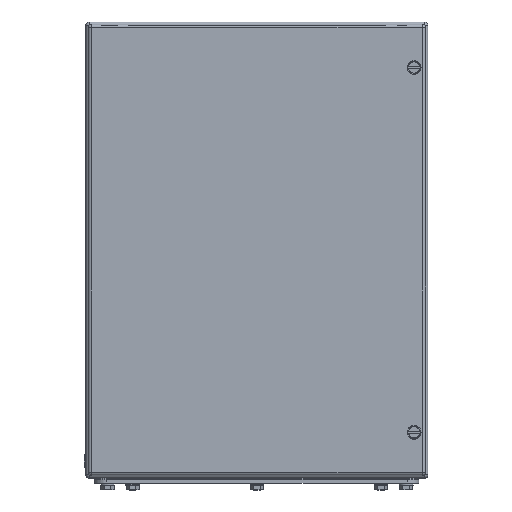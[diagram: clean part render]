
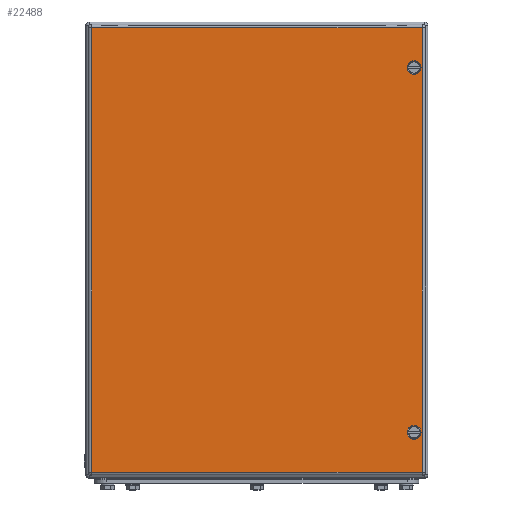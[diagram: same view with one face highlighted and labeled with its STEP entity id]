
A CAD part, top view. The second image highlights one B-rep face of the part: STEP entity #22488.
In plain terms, the highlighted planar face has unit normal (0, 0, 1).
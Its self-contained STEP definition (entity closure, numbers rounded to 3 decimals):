
#22430=AXIS2_PLACEMENT_3D('Plane Axis2P3D',#22427,#22428,#22429) ;
#22472=AXIS2_PLACEMENT_3D('Circle Axis2P3D',#22470,#22471,$) ;
#22481=AXIS2_PLACEMENT_3D('Circle Axis2P3D',#22479,#22480,$) ;
#22243=CARTESIAN_POINT('Vertex',(284.5,50.,200.)) ;
#22247=CARTESIAN_POINT('Control Point',(284.5,50.,200.)) ;
#22248=CARTESIAN_POINT('Control Point',(284.5,49.45,200.)) ;
#22249=CARTESIAN_POINT('Control Point',(284.608,48.9,200.)) ;
#22250=CARTESIAN_POINT('Control Point',(284.824,48.379,200.)) ;
#22251=CARTESIAN_POINT('Control Point',(285.449,47.449,200.)) ;
#22252=CARTESIAN_POINT('Control Point',(286.379,46.824,200.)) ;
#22253=CARTESIAN_POINT('Control Point',(286.9,46.608,200.)) ;
#22254=CARTESIAN_POINT('Control Point',(288.,46.392,200.)) ;
#22255=CARTESIAN_POINT('Control Point',(289.1,46.608,200.)) ;
#22256=CARTESIAN_POINT('Control Point',(289.621,46.824,200.)) ;
#22257=CARTESIAN_POINT('Control Point',(290.551,47.449,200.)) ;
#22258=CARTESIAN_POINT('Control Point',(291.176,48.379,200.)) ;
#22259=CARTESIAN_POINT('Control Point',(291.392,48.9,200.)) ;
#22260=CARTESIAN_POINT('Control Point',(291.5,49.45,200.)) ;
#22261=CARTESIAN_POINT('Control Point',(291.5,50.,200.)) ;
#22262=CARTESIAN_POINT('Vertex',(291.5,50.,200.)) ;
#22404=CARTESIAN_POINT('Control Point',(291.5,50.,200.)) ;
#22405=CARTESIAN_POINT('Control Point',(291.5,50.55,200.)) ;
#22406=CARTESIAN_POINT('Control Point',(291.392,51.1,200.)) ;
#22407=CARTESIAN_POINT('Control Point',(291.176,51.621,200.)) ;
#22408=CARTESIAN_POINT('Control Point',(290.551,52.551,200.)) ;
#22409=CARTESIAN_POINT('Control Point',(289.621,53.176,200.)) ;
#22410=CARTESIAN_POINT('Control Point',(289.1,53.392,200.)) ;
#22411=CARTESIAN_POINT('Control Point',(288.,53.608,200.)) ;
#22412=CARTESIAN_POINT('Control Point',(286.9,53.392,200.)) ;
#22413=CARTESIAN_POINT('Control Point',(286.379,53.176,200.)) ;
#22414=CARTESIAN_POINT('Control Point',(285.449,52.551,200.)) ;
#22415=CARTESIAN_POINT('Control Point',(284.824,51.621,200.)) ;
#22416=CARTESIAN_POINT('Control Point',(284.608,51.1,200.)) ;
#22417=CARTESIAN_POINT('Control Point',(284.5,50.55,200.)) ;
#22418=CARTESIAN_POINT('Control Point',(284.5,50.,200.)) ;
#22427=CARTESIAN_POINT('Axis2P3D Location',(150.,210.,200.)) ;
#22432=CARTESIAN_POINT('Line Origine',(295.,210.,200.)) ;
#22436=CARTESIAN_POINT('Vertex',(295.,15.,200.)) ;
#22438=CARTESIAN_POINT('Vertex',(295.,405.,200.)) ;
#22441=CARTESIAN_POINT('Line Origine',(150.,405.,200.)) ;
#22445=CARTESIAN_POINT('Vertex',(5.,405.,200.)) ;
#22448=CARTESIAN_POINT('Line Origine',(5.,210.,200.)) ;
#22452=CARTESIAN_POINT('Vertex',(5.,15.,200.)) ;
#22455=CARTESIAN_POINT('Line Origine',(150.,15.,200.)) ;
#22470=CARTESIAN_POINT('Axis2P3D Location',(288.,370.,200.)) ;
#22474=CARTESIAN_POINT('Vertex',(291.5,370.,200.)) ;
#22476=CARTESIAN_POINT('Vertex',(284.5,370.,200.)) ;
#22479=CARTESIAN_POINT('Axis2P3D Location',(288.,370.,200.)) ;
#22428=DIRECTION('Axis2P3D Direction',(0.,0.,1.)) ;
#22429=DIRECTION('Axis2P3D XDirection',(1.,0.,0.)) ;
#22433=DIRECTION('Vector Direction',(0.,1.,0.)) ;
#22442=DIRECTION('Vector Direction',(-1.,0.,0.)) ;
#22449=DIRECTION('Vector Direction',(0.,-1.,0.)) ;
#22456=DIRECTION('Vector Direction',(1.,0.,0.)) ;
#22471=DIRECTION('Axis2P3D Direction',(0.,0.,1.)) ;
#22480=DIRECTION('Axis2P3D Direction',(0.,0.,1.)) ;
#22434=VECTOR('Line Direction',#22433,1.) ;
#22443=VECTOR('Line Direction',#22442,1.) ;
#22450=VECTOR('Line Direction',#22449,1.) ;
#22457=VECTOR('Line Direction',#22456,1.) ;
#22461=ORIENTED_EDGE('',*,*,#22440,.T.) ;
#22462=ORIENTED_EDGE('',*,*,#22447,.T.) ;
#22463=ORIENTED_EDGE('',*,*,#22454,.T.) ;
#22464=ORIENTED_EDGE('',*,*,#22459,.T.) ;
#22467=ORIENTED_EDGE('',*,*,#22419,.F.) ;
#22468=ORIENTED_EDGE('',*,*,#22264,.F.) ;
#22485=ORIENTED_EDGE('',*,*,#22478,.F.) ;
#22486=ORIENTED_EDGE('',*,*,#22483,.F.) ;
#22469=FACE_BOUND('',#22466,.T.) ;
#22487=FACE_BOUND('',#22484,.T.) ;
#22488=ADVANCED_FACE('74074_ZUB_DE_HS_KEBX_400x300-1/74074_DE_HS_KEBX_400x300-1-solid1',(#22465,#22469,#22487),#22431,.T.) ;
#22246=B_SPLINE_CURVE_WITH_KNOTS('',5,(#22247,#22248,#22249,#22250,#22251,#22252,#22253,#22254,#22255,#22256,#22257,#22258,#22259,#22260,#22261),.UNSPECIFIED.,.F.,.U.,(6,3,3,3,6),(-5.498,-2.749,0.,2.749,5.498),.UNSPECIFIED.) ;
#22403=B_SPLINE_CURVE_WITH_KNOTS('',5,(#22404,#22405,#22406,#22407,#22408,#22409,#22410,#22411,#22412,#22413,#22414,#22415,#22416,#22417,#22418),.UNSPECIFIED.,.F.,.U.,(6,3,3,3,6),(-5.498,-2.749,0.,2.749,5.498),.UNSPECIFIED.) ;
#22473=CIRCLE('generated circle',#22472,3.5) ;
#22482=CIRCLE('generated circle',#22481,3.5) ;
#22264=EDGE_CURVE('',#22244,#22263,#22246,.T.) ;
#22419=EDGE_CURVE('',#22263,#22244,#22403,.T.) ;
#22440=EDGE_CURVE('',#22437,#22439,#22435,.T.) ;
#22447=EDGE_CURVE('',#22439,#22446,#22444,.T.) ;
#22454=EDGE_CURVE('',#22446,#22453,#22451,.T.) ;
#22459=EDGE_CURVE('',#22453,#22437,#22458,.T.) ;
#22478=EDGE_CURVE('',#22475,#22477,#22473,.T.) ;
#22483=EDGE_CURVE('',#22477,#22475,#22482,.T.) ;
#22460=EDGE_LOOP('',(#22461,#22462,#22463,#22464)) ;
#22466=EDGE_LOOP('',(#22467,#22468)) ;
#22484=EDGE_LOOP('',(#22485,#22486)) ;
#22465=FACE_OUTER_BOUND('',#22460,.T.) ;
#22435=LINE('Line',#22432,#22434) ;
#22444=LINE('Line',#22441,#22443) ;
#22451=LINE('Line',#22448,#22450) ;
#22458=LINE('Line',#22455,#22457) ;
#22431=PLANE('',#22430) ;
#22244=VERTEX_POINT('',#22243) ;
#22263=VERTEX_POINT('',#22262) ;
#22437=VERTEX_POINT('',#22436) ;
#22439=VERTEX_POINT('',#22438) ;
#22446=VERTEX_POINT('',#22445) ;
#22453=VERTEX_POINT('',#22452) ;
#22475=VERTEX_POINT('',#22474) ;
#22477=VERTEX_POINT('',#22476) ;
